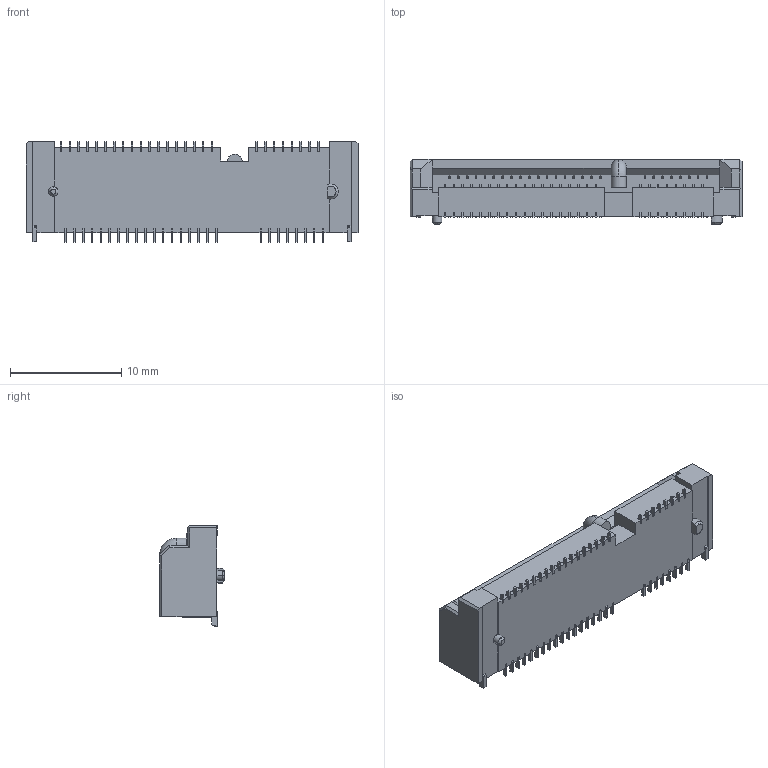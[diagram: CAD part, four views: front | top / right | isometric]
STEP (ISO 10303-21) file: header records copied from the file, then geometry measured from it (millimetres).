
FILE_DESCRIPTION(('STEP AP242'),'1');
FILE_NAME('1775862-2.stp','2022-07-26T16:03:48',('TraceParts'),('TraceParts S.A.'),'Spatial InterOp 3D',' ',' ');
FILE_SCHEMA(('AP242_MANAGED_MODEL_BASED_3D_ENGINEERING_MIM_LF {1 0 10303 442 1 1 4}'));
Length unit declared in the file: millimetre
Products named in the file (1): 1775862-2_1
Bounding box: 29.9 x 5.85 x 9.08 mm (x, y, z)
Volume: 951.4 mm3; surface area: 1065 mm2
Topology: 1 solids, 1 shells, 982 faces, 2845 edges, 1892 vertices
Faces by surface type: plane 572, cylinder 401, cone 7, torus 2
Entity records: 32467 total; most frequent: CARTESIAN_POINT 5727, ORIENTED_EDGE 5688, DIRECTION 5634, EDGE_CURVE 2844, LINE 2020, VECTOR 2020, VERTEX_POINT 1890, AXIS2_PLACEMENT_3D 1807
